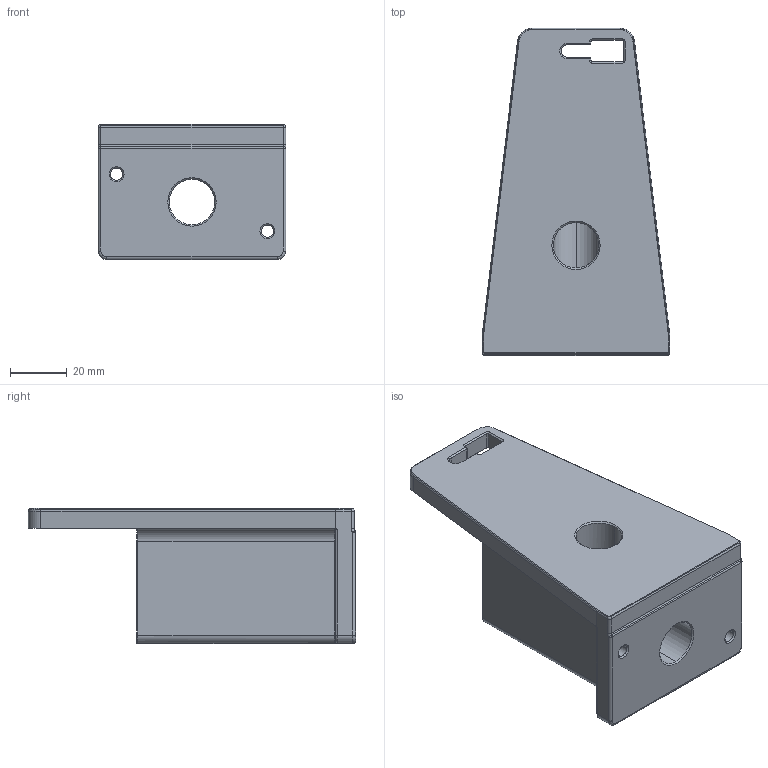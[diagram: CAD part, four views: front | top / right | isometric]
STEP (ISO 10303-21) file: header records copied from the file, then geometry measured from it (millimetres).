
FILE_DESCRIPTION (( 'STEP AP214' ), '1' );
FILE_NAME ('Stacked Supports.STEP', '2025-09-11T03:54:22', ( '' ), ( '' ), 'SwSTEP 2.0', 'SolidWorks 2021', '' );
FILE_SCHEMA (( 'AUTOMOTIVE_DESIGN' ));
Length unit declared in the file: millimetre
Products named in the file (1): Stacked Supports
Bounding box: 66 x 115 x 47.5 mm (x, y, z)
Volume: 154583.4 mm3; surface area: 29816.3 mm2
Topology: 1 solids, 1 shells, 158 faces, 388 edges, 221 vertices
Faces by surface type: cylinder 52, plane 43, cone 29, torus 20, bspline 12, sphere 2
Entity records: 4895 total; most frequent: CARTESIAN_POINT 1246, DIRECTION 781, ORIENTED_EDGE 756, EDGE_CURVE 378, AXIS2_PLACEMENT_3D 300, VERTEX_POINT 221, LINE 181, VECTOR 181
